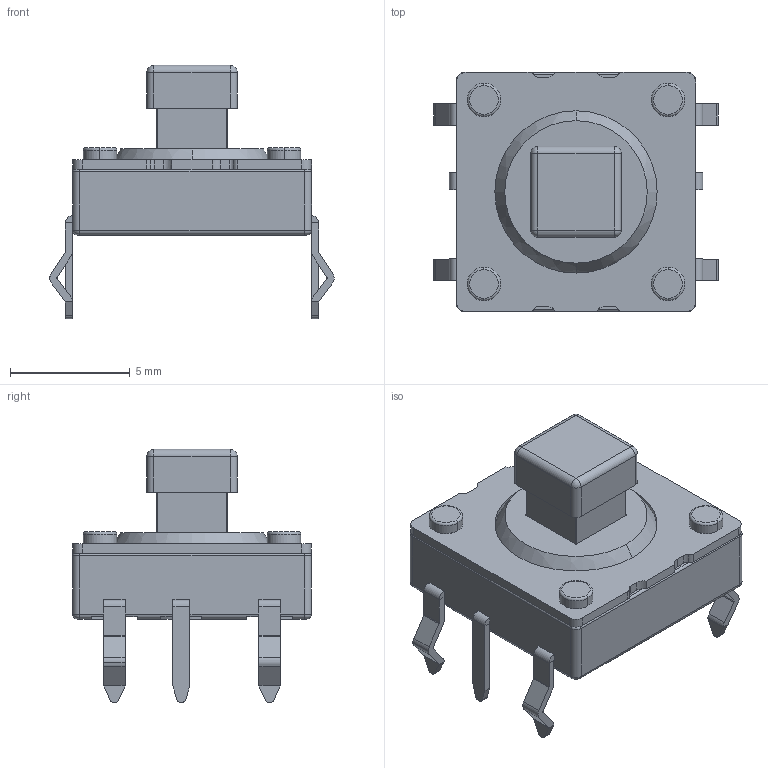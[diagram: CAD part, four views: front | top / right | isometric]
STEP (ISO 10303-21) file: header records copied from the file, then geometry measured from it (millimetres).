
FILE_DESCRIPTION (( 'STEP AP214' ), '1' );
FILE_NAME ('SKQUAA.STEP', '2012-09-27T01:40:45', ( ' ' ), ( '' ), 'SwSTEP 2.0', 'SolidWorks 2010', '' );
FILE_SCHEMA (( 'AUTOMOTIVE_DESIGN' ));
Length unit declared in the file: millimetre
Products named in the file (1): SKQUAA
Bounding box: 11.9 x 10 x 10.6 mm (x, y, z)
Volume: 368.9 mm3; surface area: 478.7 mm2
Topology: 1 solids, 5 shells, 288 faces, 703 edges, 436 vertices
Faces by surface type: plane 145, cylinder 117, torus 16, sphere 6, cone 4
Entity records: 11542 total; most frequent: DIRECTION 1563, CARTESIAN_POINT 1424, ORIENTED_EDGE 1398, EDGE_CURVE 699, AXIS2_PLACEMENT_3D 575, VERTEX_POINT 436, LINE 413, VECTOR 413
